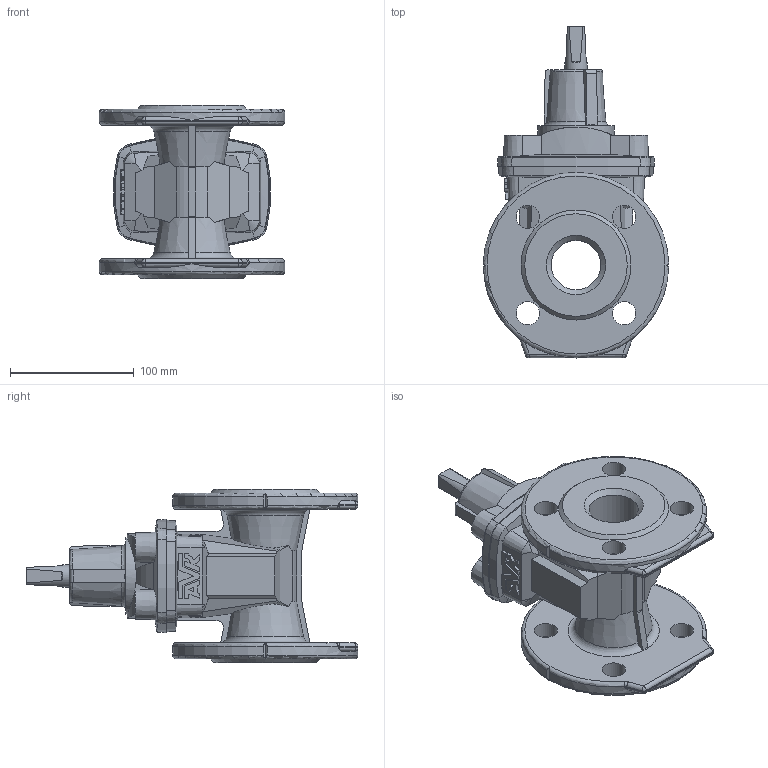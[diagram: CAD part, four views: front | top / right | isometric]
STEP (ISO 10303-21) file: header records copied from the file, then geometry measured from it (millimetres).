
FILE_DESCRIPTION (( 'STEP AP203' ), '1' );
FILE_NAME ('O_06_30_DN040_0146499_AA0.step', '2017-12-07T10:43:11', ( 'Windows User' ), ( 'AVK' ), 'SwSTEP 2.0', 'SolidWorks 2012', '' );
FILE_SCHEMA (( 'CONFIG_CONTROL_DESIGN' ));
Length unit declared in the file: millimetre
Products named in the file (1): O_06_30_DN040_0146499_AA0
Bounding box: 149.97 x 268.5 x 140 mm (x, y, z)
Volume: 1313407.2 mm3; surface area: 164973.3 mm2
Topology: 1 solids, 1 shells, 300 faces, 809 edges, 510 vertices
Faces by surface type: plane 145, cylinder 62, cone 57, torus 18, bspline 10, sphere 8
Full cylindrical faces by diameter (mm): 18 x1, 19 x8, 40 x1, 62 x1
Entity records: 10234 total; most frequent: CARTESIAN_POINT 3177, ORIENTED_EDGE 1524, DIRECTION 1335, EDGE_CURVE 762, VERTEX_POINT 495, AXIS2_PLACEMENT_3D 481, LINE 373, VECTOR 373
